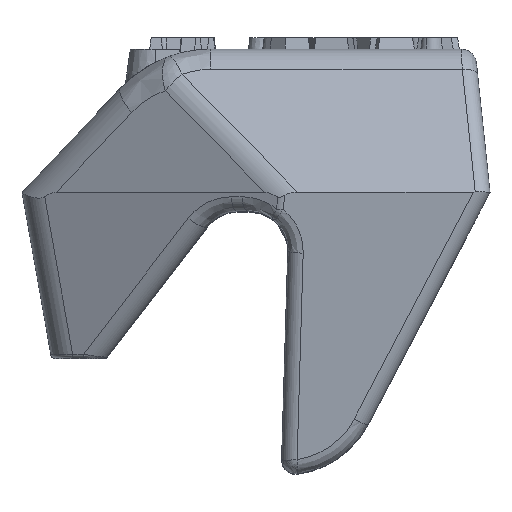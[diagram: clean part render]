
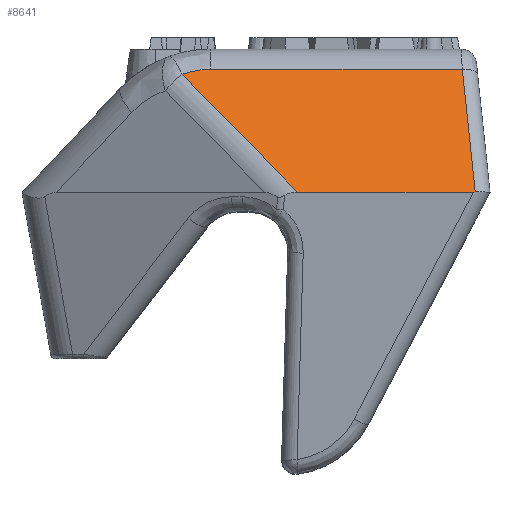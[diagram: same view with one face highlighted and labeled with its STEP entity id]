
A CAD part, top view. The second image highlights one B-rep face of the part: STEP entity #8641.
In plain terms, the highlighted planar face has unit normal (0, 0.475, 0.88).
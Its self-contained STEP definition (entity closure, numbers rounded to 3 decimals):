
#6547 = CARTESIAN_POINT ( 'NONE',  ( -6.881, -18.5, 27. ) ) ;
#6892 = CARTESIAN_POINT ( 'NONE',  ( 16.087, -18.482, 26.99 ) ) ;
#7323 = CARTESIAN_POINT ( 'NONE',  ( 15.84, -18.5, 27. ) ) ;
#7329 = DIRECTION ( 'NONE',  ( 0., 0.88, -0.476 ) ) ;
#7330 = DIRECTION ( 'NONE',  ( 0., -0.476, -0.88 ) ) ;
#7331 = CARTESIAN_POINT ( 'NONE',  ( -42.501, -18.5, 27. ) ) ;
#7333 = AXIS2_PLACEMENT_3D ( 'NONE', #7331, #7330, #7329 ) ;
#7334 = PLANE ( 'NONE',  #7333 ) ;
#7335 = FACE_OUTER_BOUND ( 'NONE', #8415, .T. ) ;
#7420 = CARTESIAN_POINT ( 'NONE',  ( 16.087, -18.482, 26.99 ) ) ;
#7421 = CARTESIAN_POINT ( 'NONE',  ( 16.002, -18.494, 26.997 ) ) ;
#7422 = CARTESIAN_POINT ( 'NONE',  ( 15.92, -18.5, 27. ) ) ;
#7423 = CARTESIAN_POINT ( 'NONE',  ( 15.84, -18.5, 27. ) ) ;
#7425 =( BOUNDED_CURVE ( )  B_SPLINE_CURVE ( 3, ( #7423, #7422, #7421, #7420 ),
 .UNSPECIFIED., .F., .T. ) 
 B_SPLINE_CURVE_WITH_KNOTS ( ( 4, 4 ),
 ( 3.442, 3.548 ),
 .UNSPECIFIED. ) 
 CURVE ( )  GEOMETRIC_REPRESENTATION_ITEM ( )  RATIONAL_B_SPLINE_CURVE ( ( 1., 0.999, 0.999, 1. ) ) 
 REPRESENTATION_ITEM ( '' )  );
#7475 =( BOUNDED_CURVE ( )  B_SPLINE_CURVE ( 3, ( #7527, #7526, #7525, #7524 ),
 .UNSPECIFIED., .F., .T. ) 
 B_SPLINE_CURVE_WITH_KNOTS ( ( 4, 4 ),
 ( 0., 0.342 ),
 .UNSPECIFIED. ) 
 CURVE ( )  GEOMETRIC_REPRESENTATION_ITEM ( )  RATIONAL_B_SPLINE_CURVE ( ( 1., 0.99, 0.99, 1. ) ) 
 REPRESENTATION_ITEM ( '' )  );
#7507 = DIRECTION ( 'NONE',  ( -1., 0., 0. ) ) ;
#7508 = VECTOR ( 'NONE', #7507, 1000. ) ;
#7509 = CARTESIAN_POINT ( 'NONE',  ( -42.501, -2.622, 18.418 ) ) ;
#7510 = LINE ( 'NONE', #7509, #7508 ) ;
#7524 = CARTESIAN_POINT ( 'NONE',  ( -21.799, -3.259, 18.762 ) ) ;
#7525 = CARTESIAN_POINT ( 'NONE',  ( -20.612, -2.837, 18.533 ) ) ;
#7526 = CARTESIAN_POINT ( 'NONE',  ( -19.371, -2.622, 18.418 ) ) ;
#7527 = CARTESIAN_POINT ( 'NONE',  ( -18.111, -2.622, 18.418 ) ) ;
#7565 = CARTESIAN_POINT ( 'NONE',  ( -21.799, -3.259, 18.762 ) ) ;
#7566 = DIRECTION ( 'NONE',  ( 0.653, -0.667, 0.36 ) ) ;
#7567 = VECTOR ( 'NONE', #7566, 1000. ) ;
#7568 = CARTESIAN_POINT ( 'NONE',  ( -7.783, -17.578, 26.502 ) ) ;
#7569 = LINE ( 'NONE', #7568, #7567 ) ;
#7570 = DIRECTION ( 'NONE',  ( 1., 0., 0. ) ) ;
#7571 = VECTOR ( 'NONE', #7570, 1000. ) ;
#7572 = CARTESIAN_POINT ( 'NONE',  ( -42.501, -18.5, 27. ) ) ;
#7573 = LINE ( 'NONE', #7572, #7571 ) ;
#7598 = CARTESIAN_POINT ( 'NONE',  ( 14.42, -2.622, 18.418 ) ) ;
#7614 = CARTESIAN_POINT ( 'NONE',  ( -18.111, -2.622, 18.418 ) ) ;
#7638 = DIRECTION ( 'NONE',  ( -0.092, 0.876, -0.473 ) ) ;
#7639 = VECTOR ( 'NONE', #7638, 1000. ) ;
#7640 = CARTESIAN_POINT ( 'NONE',  ( 15.592, -13.775, 24.446 ) ) ;
#7641 = LINE ( 'NONE', #7640, #7639 ) ;
#8404 = VERTEX_POINT ( 'NONE', #6547 ) ;
#8415 = EDGE_LOOP ( 'NONE', ( #8649, #8655, #8764, #8688, #8424, #8704 ) ) ;
#8424 = ORIENTED_EDGE ( 'NONE', *, *, #8711, .T. ) ;
#8524 = VERTEX_POINT ( 'NONE', #6892 ) ;
#8641 = ADVANCED_FACE ( 'NONE', ( #7335 ), #7334, .F. ) ;
#8649 = ORIENTED_EDGE ( 'NONE', *, *, #8666, .T. ) ;
#8650 = VERTEX_POINT ( 'NONE', #7323 ) ;
#8655 = ORIENTED_EDGE ( 'NONE', *, *, #8776, .T. ) ;
#8666 = EDGE_CURVE ( 'NONE', #8650, #8524, #7425, .T. ) ;
#8680 = EDGE_CURVE ( 'NONE', #8765, #8712, #7475, .T. ) ;
#8688 = ORIENTED_EDGE ( 'NONE', *, *, #8680, .T. ) ;
#8693 = EDGE_CURVE ( 'NONE', #8746, #8765, #7510, .T. ) ;
#8704 = ORIENTED_EDGE ( 'NONE', *, *, #8708, .T. ) ;
#8708 = EDGE_CURVE ( 'NONE', #8404, #8650, #7573, .T. ) ;
#8711 = EDGE_CURVE ( 'NONE', #8712, #8404, #7569, .T. ) ;
#8712 = VERTEX_POINT ( 'NONE', #7565 ) ;
#8746 = VERTEX_POINT ( 'NONE', #7598 ) ;
#8764 = ORIENTED_EDGE ( 'NONE', *, *, #8693, .T. ) ;
#8765 = VERTEX_POINT ( 'NONE', #7614 ) ;
#8776 = EDGE_CURVE ( 'NONE', #8524, #8746, #7641, .T. ) ;
